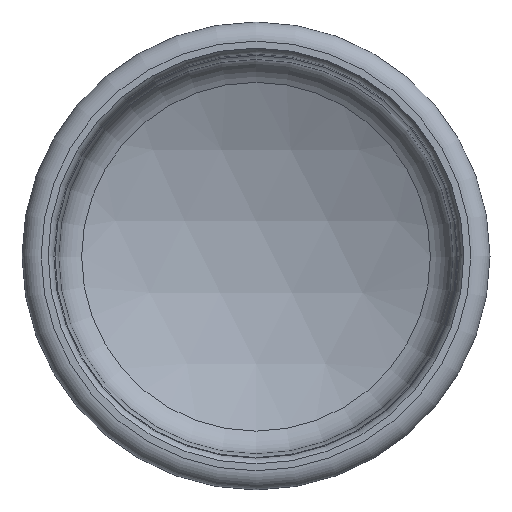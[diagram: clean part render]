
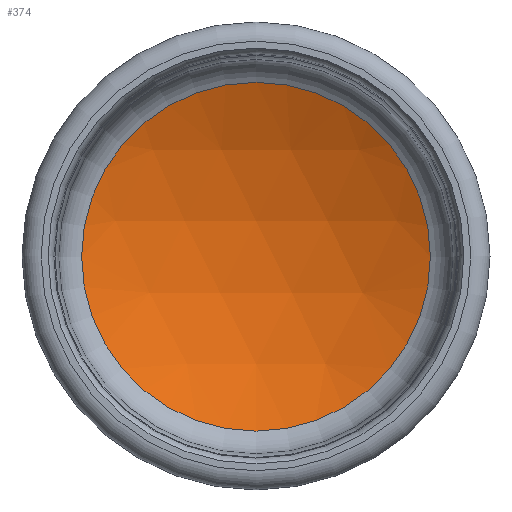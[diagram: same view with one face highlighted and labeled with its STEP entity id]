
A CAD part, top view. The second image highlights one B-rep face of the part: STEP entity #374.
In plain terms, the highlighted spherical face has radius 168.3 mm.
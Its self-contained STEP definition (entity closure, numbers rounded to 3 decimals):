
#18=SPHERICAL_SURFACE('',#434,168.3);
#42=FACE_OUTER_BOUND('',#61,.T.);
#61=EDGE_LOOP('',(#268,#269));
#97=CIRCLE('',#435,72.578);
#98=CIRCLE('',#436,72.578);
#149=VERTEX_POINT('',#685);
#150=VERTEX_POINT('',#686);
#198=EDGE_CURVE('',#149,#150,#97,.T.);
#199=EDGE_CURVE('',#150,#149,#98,.T.);
#268=ORIENTED_EDGE('',*,*,#198,.F.);
#269=ORIENTED_EDGE('',*,*,#199,.F.);
#374=ADVANCED_FACE('',(#42),#18,.F.);
#434=AXIS2_PLACEMENT_3D('',#684,#537,#538);
#435=AXIS2_PLACEMENT_3D('',#687,#539,#540);
#436=AXIS2_PLACEMENT_3D('',#688,#541,#542);
#537=DIRECTION('center_axis',(0.,1.,0.));
#538=DIRECTION('ref_axis',(1.,0.,0.));
#539=DIRECTION('center_axis',(0.,0.,-1.));
#540=DIRECTION('ref_axis',(1.,0.,0.));
#541=DIRECTION('center_axis',(0.,0.,-1.));
#542=DIRECTION('ref_axis',(1.,0.,0.));
#684=CARTESIAN_POINT('Origin',(0.,0.,-28.8));
#685=CARTESIAN_POINT('',(-72.578,0.,-180.646));
#686=CARTESIAN_POINT('',(0.,-72.578,-180.646));
#687=CARTESIAN_POINT('Origin',(0.,0.,-180.646));
#688=CARTESIAN_POINT('Origin',(0.,0.,-180.646));
